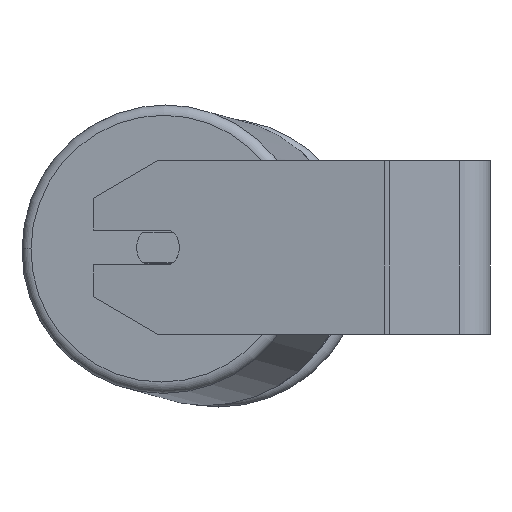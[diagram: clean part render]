
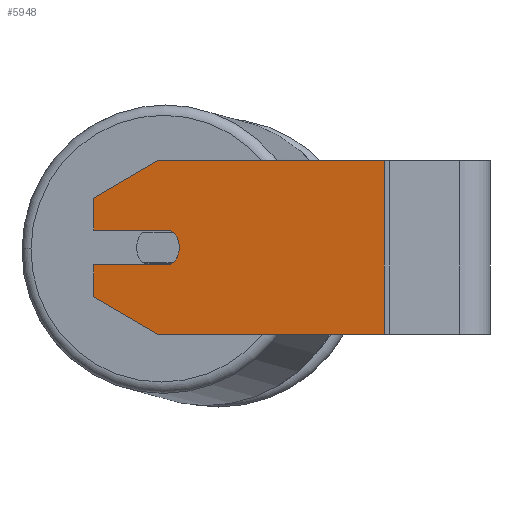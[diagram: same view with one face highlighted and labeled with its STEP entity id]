
A CAD part, left-side view. The second image highlights one B-rep face of the part: STEP entity #5948.
In plain terms, the highlighted planar face has unit normal (-0.985, 0.174, 0).
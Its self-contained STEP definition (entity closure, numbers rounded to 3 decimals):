
#13 = VECTOR ( 'NONE', #5821, 1000. ) ;
#48 = EDGE_CURVE ( 'NONE', #4398, #1032, #8307, .T. ) ;
#83 = VECTOR ( 'NONE', #5730, 1000. ) ;
#129 = DIRECTION ( 'NONE',  ( -0.174, -0.985, 0. ) ) ;
#401 = CARTESIAN_POINT ( 'NONE',  ( -231.401, 152.95, -40. ) ) ;
#436 = EDGE_LOOP ( 'NONE', ( #1655, #5287, #5961, #6192, #1700, #5364, #2765, #3778, #6004, #4375, #3803 ) ) ;
#462 = VERTEX_POINT ( 'NONE', #5512 ) ;
#493 = CARTESIAN_POINT ( 'NONE',  ( -226.191, 182.494, 40. ) ) ;
#565 = DIRECTION ( 'NONE',  ( 0., 0., -1. ) ) ;
#676 = LINE ( 'NONE', #1358, #13 ) ;
#826 = CARTESIAN_POINT ( 'NONE',  ( -231.401, 152.95, -40. ) ) ;
#921 = CIRCLE ( 'NONE', #6477, 10. ) ;
#953 = CARTESIAN_POINT ( 'NONE',  ( -226.191, 182.494, 8. ) ) ;
#994 = LINE ( 'NONE', #826, #7568 ) ;
#1032 = VERTEX_POINT ( 'NONE', #7055 ) ;
#1138 = PLANE ( 'NONE',  #3410 ) ;
#1180 = VECTOR ( 'NONE', #1221, 1000. ) ;
#1221 = DIRECTION ( 'NONE',  ( -0.174, -0.985, 0. ) ) ;
#1252 = EDGE_CURVE ( 'NONE', #2489, #2181, #5460, .T. ) ;
#1281 = VERTEX_POINT ( 'NONE', #953 ) ;
#1300 = EDGE_CURVE ( 'NONE', #7936, #3068, #994, .T. ) ;
#1358 = CARTESIAN_POINT ( 'NONE',  ( -226.191, 182.494, 40. ) ) ;
#1481 = CARTESIAN_POINT ( 'NONE',  ( -231.401, 152.95, 0. ) ) ;
#1590 = DIRECTION ( 'NONE',  ( -0.174, -0.985, 0. ) ) ;
#1655 = ORIENTED_EDGE ( 'NONE', *, *, #2732, .F. ) ;
#1700 = ORIENTED_EDGE ( 'NONE', *, *, #2717, .T. ) ;
#1781 = VECTOR ( 'NONE', #1590, 1000. ) ;
#1783 = CARTESIAN_POINT ( 'NONE',  ( -249.787, 48.673, 40. ) ) ;
#1923 = LINE ( 'NONE', #4511, #5395 ) ;
#1963 = EDGE_CURVE ( 'NONE', #462, #7936, #1923, .T. ) ;
#2011 = AXIS2_PLACEMENT_3D ( 'NONE', #5325, #2451, #2096 ) ;
#2017 = LINE ( 'NONE', #7168, #4763 ) ;
#2096 = DIRECTION ( 'NONE',  ( -0.174, -0.985, 0. ) ) ;
#2144 = CARTESIAN_POINT ( 'NONE',  ( -232.442, 147.041, -8. ) ) ;
#2181 = VERTEX_POINT ( 'NONE', #4923 ) ;
#2228 = DIRECTION ( 'NONE',  ( 0.15, 0.853, -0.5 ) ) ;
#2243 = FACE_OUTER_BOUND ( 'NONE', #436, .T. ) ;
#2451 = DIRECTION ( 'NONE',  ( -0.985, 0.174, 0. ) ) ;
#2489 = VERTEX_POINT ( 'NONE', #6025 ) ;
#2518 = EDGE_CURVE ( 'NONE', #3323, #7053, #921, .T. ) ;
#2717 = EDGE_CURVE ( 'NONE', #3068, #1032, #7058, .T. ) ;
#2732 = EDGE_CURVE ( 'NONE', #7387, #3323, #6343, .T. ) ;
#2741 = DIRECTION ( 'NONE',  ( 0.174, 0.985, 0. ) ) ;
#2765 = ORIENTED_EDGE ( 'NONE', *, *, #5678, .F. ) ;
#3013 = CARTESIAN_POINT ( 'NONE',  ( -226.191, 182.494, 40. ) ) ;
#3068 = VERTEX_POINT ( 'NONE', #401 ) ;
#3082 = VECTOR ( 'NONE', #2228, 1000. ) ;
#3094 = CARTESIAN_POINT ( 'NONE',  ( -249.787, 48.673, 40. ) ) ;
#3323 = VERTEX_POINT ( 'NONE', #8057 ) ;
#3410 = AXIS2_PLACEMENT_3D ( 'NONE', #3013, #5471, #3704 ) ;
#3596 = LINE ( 'NONE', #2144, #1781 ) ;
#3704 = DIRECTION ( 'NONE',  ( 0.174, 0.985, 0. ) ) ;
#3778 = ORIENTED_EDGE ( 'NONE', *, *, #1252, .T. ) ;
#3803 = ORIENTED_EDGE ( 'NONE', *, *, #2518, .F. ) ;
#4375 = ORIENTED_EDGE ( 'NONE', *, *, #8263, .F. ) ;
#4398 = VERTEX_POINT ( 'NONE', #1783 ) ;
#4511 = CARTESIAN_POINT ( 'NONE',  ( -226.191, 182.494, 40. ) ) ;
#4763 = VECTOR ( 'NONE', #2741, 1000. ) ;
#4774 = EDGE_CURVE ( 'NONE', #2181, #1281, #4945, .T. ) ;
#4923 = CARTESIAN_POINT ( 'NONE',  ( -226.191, 182.494, 22.679 ) ) ;
#4945 = LINE ( 'NONE', #493, #6096 ) ;
#5287 = ORIENTED_EDGE ( 'NONE', *, *, #6141, .F. ) ;
#5325 = CARTESIAN_POINT ( 'NONE',  ( -231.401, 152.95, 0. ) ) ;
#5364 = ORIENTED_EDGE ( 'NONE', *, *, #48, .F. ) ;
#5395 = VECTOR ( 'NONE', #565, 1000. ) ;
#5460 = LINE ( 'NONE', #7473, #3082 ) ;
#5471 = DIRECTION ( 'NONE',  ( 0.985, -0.174, 0. ) ) ;
#5512 = CARTESIAN_POINT ( 'NONE',  ( -226.191, 182.494, -8. ) ) ;
#5592 = CARTESIAN_POINT ( 'NONE',  ( -232.442, 147.041, -8. ) ) ;
#5678 = EDGE_CURVE ( 'NONE', #2489, #4398, #676, .T. ) ;
#5730 = DIRECTION ( 'NONE',  ( 0., 0., -1. ) ) ;
#5772 = CARTESIAN_POINT ( 'NONE',  ( -232.442, 147.041, 8. ) ) ;
#5821 = DIRECTION ( 'NONE',  ( -0.174, -0.985, 0. ) ) ;
#5948 = ADVANCED_FACE ( 'NONE', ( #2243 ), #1138, .F. ) ;
#5961 = ORIENTED_EDGE ( 'NONE', *, *, #1963, .T. ) ;
#6004 = ORIENTED_EDGE ( 'NONE', *, *, #4774, .T. ) ;
#6025 = CARTESIAN_POINT ( 'NONE',  ( -231.401, 152.95, 40. ) ) ;
#6096 = VECTOR ( 'NONE', #7048, 1000. ) ;
#6141 = EDGE_CURVE ( 'NONE', #462, #7387, #3596, .T. ) ;
#6192 = ORIENTED_EDGE ( 'NONE', *, *, #1300, .T. ) ;
#6325 = CARTESIAN_POINT ( 'NONE',  ( -226.191, 182.494, -40. ) ) ;
#6343 = CIRCLE ( 'NONE', #2011, 10. ) ;
#6477 = AXIS2_PLACEMENT_3D ( 'NONE', #1481, #6751, #129 ) ;
#6751 = DIRECTION ( 'NONE',  ( -0.985, 0.174, 0. ) ) ;
#7048 = DIRECTION ( 'NONE',  ( 0., 0., -1. ) ) ;
#7053 = VERTEX_POINT ( 'NONE', #5772 ) ;
#7055 = CARTESIAN_POINT ( 'NONE',  ( -249.787, 48.673, -40. ) ) ;
#7058 = LINE ( 'NONE', #6325, #1180 ) ;
#7113 = CARTESIAN_POINT ( 'NONE',  ( -226.191, 182.494, -22.679 ) ) ;
#7168 = CARTESIAN_POINT ( 'NONE',  ( -232.442, 147.041, 8. ) ) ;
#7387 = VERTEX_POINT ( 'NONE', #5592 ) ;
#7473 = CARTESIAN_POINT ( 'NONE',  ( -226.191, 182.494, 22.679 ) ) ;
#7568 = VECTOR ( 'NONE', #7986, 1000. ) ;
#7936 = VERTEX_POINT ( 'NONE', #7113 ) ;
#7986 = DIRECTION ( 'NONE',  ( -0.15, -0.853, -0.5 ) ) ;
#8057 = CARTESIAN_POINT ( 'NONE',  ( -233.137, 143.102, 0. ) ) ;
#8263 = EDGE_CURVE ( 'NONE', #7053, #1281, #2017, .T. ) ;
#8307 = LINE ( 'NONE', #3094, #83 ) ;
